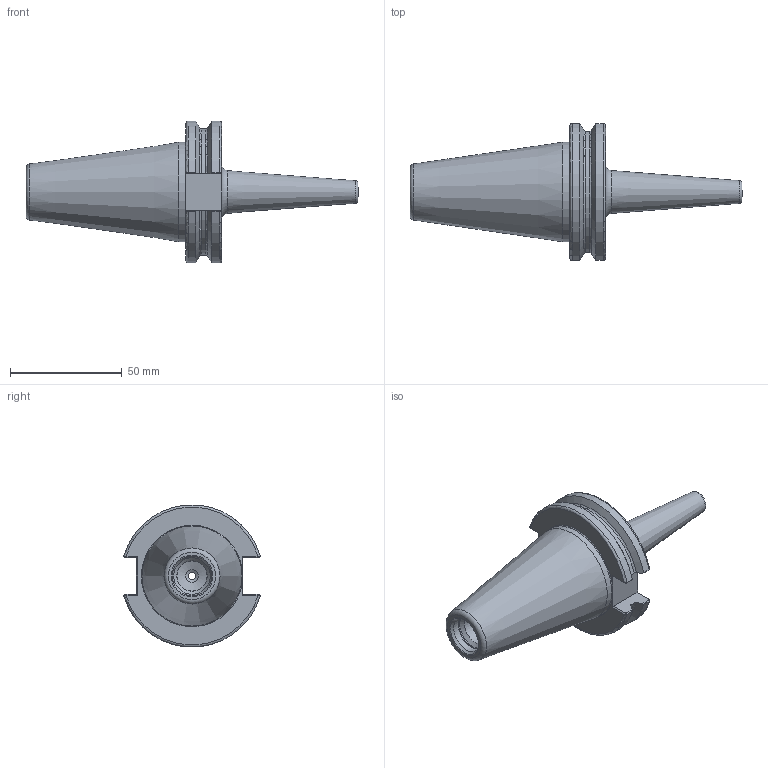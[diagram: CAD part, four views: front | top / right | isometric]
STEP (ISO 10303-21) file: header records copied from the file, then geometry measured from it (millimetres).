
FILE_DESCRIPTION(/* description */ (''),/* implementation_level */ '2;1');
FILE_NAME(/* name */ 'CAT40-SD012-080 v1.step',/* time_stamp */ '2022-08-25T10:05:49-05:00',/* author */ (''),/* organization */ (''),/* preprocessor_version */ 'ST-DEVELOPER v19',/* originating_system */ 'Autodesk Translation Framework v11.7.0.108',/* authorisation */ '');
FILE_SCHEMA (('AUTOMOTIVE_DESIGN { 1 0 10303 214 3 1 1 }'));
Length unit declared in the file: millimetre
Products named in the file (1): CAT40-SD012-080
Bounding box: 148.25 x 61.14 x 63.31 mm (x, y, z)
Volume: 115459.8 mm3; surface area: 22652.7 mm2
Topology: 1 solids, 1 shells, 87 faces, 218 edges, 136 vertices
Faces by surface type: plane 30, bspline 16, torus 16, cylinder 13, cone 12
Full cylindrical faces by diameter (mm): 3.175 x1, 5.6 x1, 10 x1, 13.492 x1, 16.3 x1, 16.7 x1, 44.45 x1
Entity records: 3299 total; most frequent: CARTESIAN_POINT 1307, ORIENTED_EDGE 436, DIRECTION 372, EDGE_CURVE 218, AXIS2_PLACEMENT_3D 139, VERTEX_POINT 136, LINE 94, VECTOR 94
